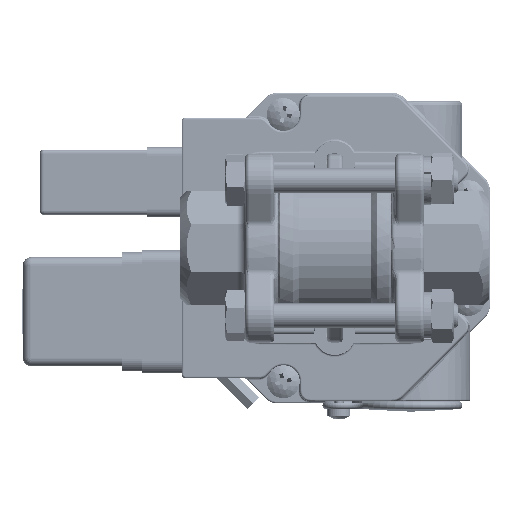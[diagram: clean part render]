
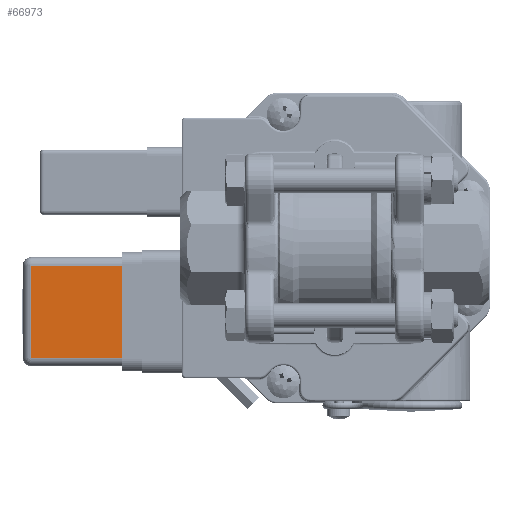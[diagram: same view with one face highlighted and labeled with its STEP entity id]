
A CAD part, front view. The second image highlights one B-rep face of the part: STEP entity #66973.
In plain terms, the highlighted face is planar.
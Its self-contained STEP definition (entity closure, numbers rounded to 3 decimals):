
#21006=ORIENTED_EDGE('',*,*,#29181,.T.);
#21007=ORIENTED_EDGE('',*,*,#29177,.T.);
#21008=ORIENTED_EDGE('',*,*,#29197,.T.);
#21009=ORIENTED_EDGE('',*,*,#29190,.T.);
#29177=EDGE_CURVE('',#34251,#34255,#37578,.T.);
#29181=EDGE_CURVE('',#34257,#34251,#37581,.T.);
#29190=EDGE_CURVE('',#34262,#34257,#37587,.T.);
#29197=EDGE_CURVE('',#34255,#34262,#37592,.T.);
#34251=VERTEX_POINT('',#146971);
#34255=VERTEX_POINT('',#146982);
#34257=VERTEX_POINT('',#146988);
#34262=VERTEX_POINT('',#147008);
#37578=LINE('',#146984,#40791);
#37581=LINE('',#146991,#40794);
#37587=LINE('',#147007,#40800);
#37592=LINE('',#147021,#40805);
#40791=VECTOR('',#86452,1000.);
#40794=VECTOR('',#86459,1000.);
#40800=VECTOR('',#86479,1000.);
#40805=VECTOR('',#86496,1000.);
#44403=EDGE_LOOP('',(#21006,#21007,#21008,#21009));
#48156=FACE_BOUND('',#44403,.T.);
#49410=PLANE('',#72557);
#66973=ADVANCED_FACE('',(#48156),#49410,.F.);
#72557=AXIS2_PLACEMENT_3D('',#147020,#86494,#86495);
#86452=DIRECTION('',(0.,0.,-1.));
#86459=DIRECTION('',(1.,0.,0.));
#86479=DIRECTION('',(0.,0.,1.));
#86494=DIRECTION('',(0.,-1.,0.));
#86495=DIRECTION('',(0.,0.,-1.));
#86496=DIRECTION('',(-1.,0.,0.));
#146971=CARTESIAN_POINT('',(11.25,13.25,36.6));
#146982=CARTESIAN_POINT('',(11.25,13.25,14.6));
#146984=CARTESIAN_POINT('',(11.25,13.25,38.6));
#146988=CARTESIAN_POINT('',(-11.25,13.25,36.6));
#146991=CARTESIAN_POINT('',(-13.25,13.25,36.6));
#147007=CARTESIAN_POINT('',(-11.25,13.25,38.6));
#147008=CARTESIAN_POINT('',(-11.25,13.25,14.6));
#147020=CARTESIAN_POINT('',(-13.25,13.25,38.6));
#147021=CARTESIAN_POINT('',(-13.25,13.25,14.6));
